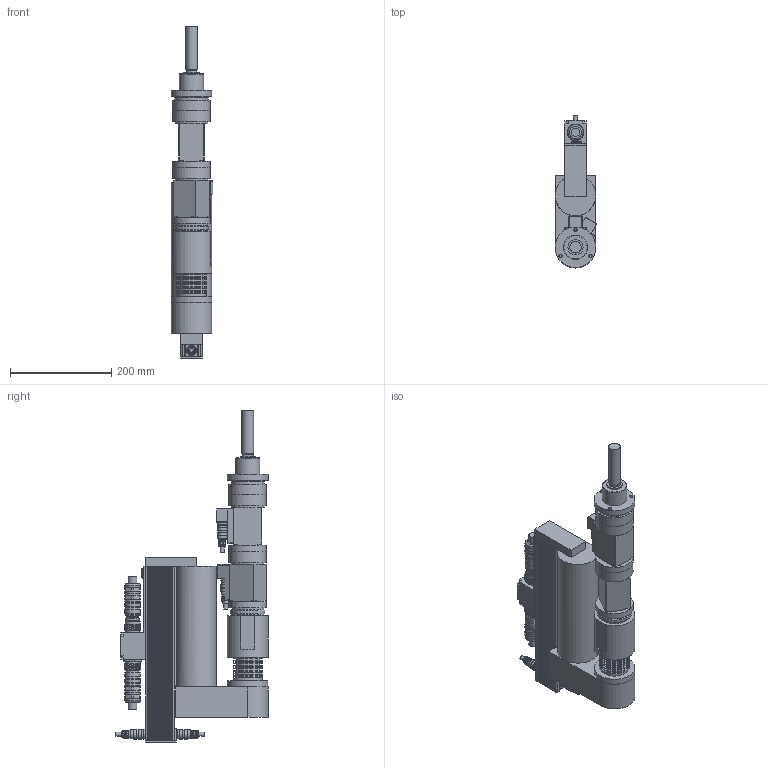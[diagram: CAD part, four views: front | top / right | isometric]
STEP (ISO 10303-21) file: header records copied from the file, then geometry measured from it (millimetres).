
FILE_DESCRIPTION((''),'2;1');
FILE_NAME('947584A7.stp','2011-03-25T13:54:44',('e4c32'),(''),'Autodesk Inventor 11','Autodesk Inventor 11','');
FILE_SCHEMA(('AUTOMOTIVE_DESIGN { 1 0 10303 214 1 1 1 1 }'));
Length unit declared in the file: millimetre
Products named in the file (7): 3K2B-3ZB; 3ZB_IPT_001.ipt_Gerader Abtrieb; 3KXB_IPT_001; 3BUTS-3BXA_IPT_001.ipt_Motorumlenkung und Getriebe; 961089-002_IPT_002.ipt_Stecker gerade; 961104-005_IPT_002.ipt_Stecker gerade; 961104-005_IPT_001.ipt_Stecker gerade
Assembly tree (10 placements, depth 2):
  3K2B-3ZB
    3ZB_IPT_001.ipt_Gerader Abtrieb
    3KXB_IPT_001  x2
    3BUTS-3BXA_IPT_001.ipt_Motorumlenkung und Getriebe
    961089-002_IPT_002.ipt_Stecker gerade  x4
    961104-005_IPT_002.ipt_Stecker gerade
    961104-005_IPT_001.ipt_Stecker gerade
Bounding box: 82.47 x 299.9 x 654.8 mm (x, y, z)
Volume: 4981322.1 mm3; surface area: 444208.1 mm2
Topology: 10 solids, 10 shells, 1274 faces, 3091 edges, 1949 vertices
Faces by surface type: plane 825, cylinder 289, bspline 95, cone 43, torus 22
Full cylindrical faces by diameter (mm): 8 x4, 13.4 x4, 13.5 x2, 14 x20, 14.2 x4, 15.5 x2, 16 x12, 16.5 x2, 17.5 x2, 17.587 x8, 18 x8, 18.7 x8, 20 x5, 21.5 x1, 22.5 x1, 22.8 x1, 24 x1, 25.5 x1, 26.4 x1, 27 x1, 27.047 x1, 28 x2, 28.5 x1, 29.5 x3, 29.8 x4, 30 x5, 30.4 x2, 30.5 x3, 30.609 x1, 30.8 x4
Entity records: 31266 total; most frequent: CARTESIAN_POINT 6659, ORIENTED_EDGE 5206, DIRECTION 4710, EDGE_CURVE 2603, VERTEX_POINT 1725, VECTOR 1650, LINE 1650, AXIS2_PLACEMENT_3D 1530
